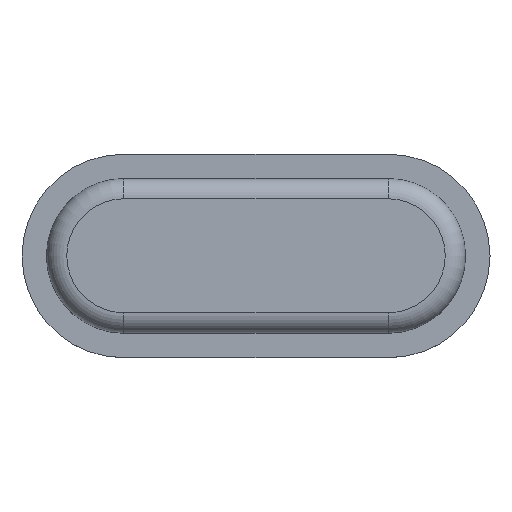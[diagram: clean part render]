
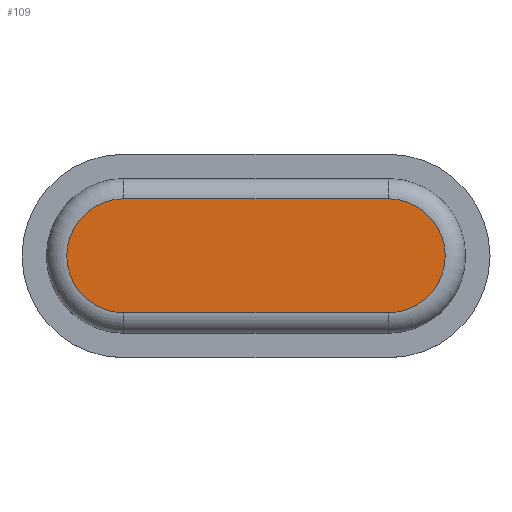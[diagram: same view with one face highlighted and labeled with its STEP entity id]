
A CAD part, top view. The second image highlights one B-rep face of the part: STEP entity #109.
In plain terms, the highlighted planar face has unit normal (0, 0, 1).
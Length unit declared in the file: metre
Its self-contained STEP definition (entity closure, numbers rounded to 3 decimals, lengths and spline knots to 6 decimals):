
#91 = EDGE_CURVE( '', #229, #230, #231, .T. );
#109 = ADVANCED_FACE( '', ( #261 ), #262, .T. );
#135 = EDGE_CURVE( '', #297, #229, #298, .T. );
#177 = EDGE_CURVE( '', #230, #303, #351, .T. );
#187 = EDGE_CURVE( '', #303, #297, #362, .T. );
#229 = VERTEX_POINT( '', #405 );
#230 = VERTEX_POINT( '', #406 );
#231 = CIRCLE( '', #407, 0.0014 );
#261 = FACE_OUTER_BOUND( '', #443, .T. );
#262 = PLANE( '', #444 );
#297 = VERTEX_POINT( '', #489 );
#298 = LINE( '', #490, #491 );
#303 = VERTEX_POINT( '', #498 );
#351 = LINE( '', #563, #564 );
#362 = CIRCLE( '', #581, 0.0014 );
#405 = CARTESIAN_POINT( '', ( 0.00325, -0.001402, 0.003785 ) );
#406 = CARTESIAN_POINT( '', ( 0.00325, 0.001398, 0.003785 ) );
#407 = AXIS2_PLACEMENT_3D( '', #596, #597, #598 );
#443 = EDGE_LOOP( '', ( #643, #644, #645, #646 ) );
#444 = AXIS2_PLACEMENT_3D( '', #647, #648, #649 );
#489 = CARTESIAN_POINT( '', ( -0.00325, -0.001402, 0.003785 ) );
#490 = CARTESIAN_POINT( '', ( 0.00325, -0.001402, 0.003785 ) );
#491 = VECTOR( '', #704, 1. );
#498 = CARTESIAN_POINT( '', ( -0.00325, 0.001398, 0.003785 ) );
#563 = CARTESIAN_POINT( '', ( -0.00325, 0.001398, 0.003785 ) );
#564 = VECTOR( '', #789, 1. );
#581 = AXIS2_PLACEMENT_3D( '', #800, #801, #802 );
#596 = CARTESIAN_POINT( '', ( 0.00325, -0.000002, 0.003785 ) );
#597 = DIRECTION( '', ( 0., 0., 1. ) );
#598 = DIRECTION( '', ( 0., -1., 0. ) );
#643 = ORIENTED_EDGE( '', *, *, #187, .T. );
#644 = ORIENTED_EDGE( '', *, *, #135, .T. );
#645 = ORIENTED_EDGE( '', *, *, #91, .T. );
#646 = ORIENTED_EDGE( '', *, *, #177, .T. );
#647 = CARTESIAN_POINT( '', ( -0.00325, -0.000002, 0.003785 ) );
#648 = DIRECTION( '', ( 0., 0., 1. ) );
#649 = DIRECTION( '', ( 1., 0., 0. ) );
#704 = DIRECTION( '', ( 1., 0., 0. ) );
#789 = DIRECTION( '', ( -1., 0., 0. ) );
#800 = CARTESIAN_POINT( '', ( -0.00325, -0.000002, 0.003785 ) );
#801 = DIRECTION( '', ( 0., 0., 1. ) );
#802 = DIRECTION( '', ( 0., -1., 0. ) );
